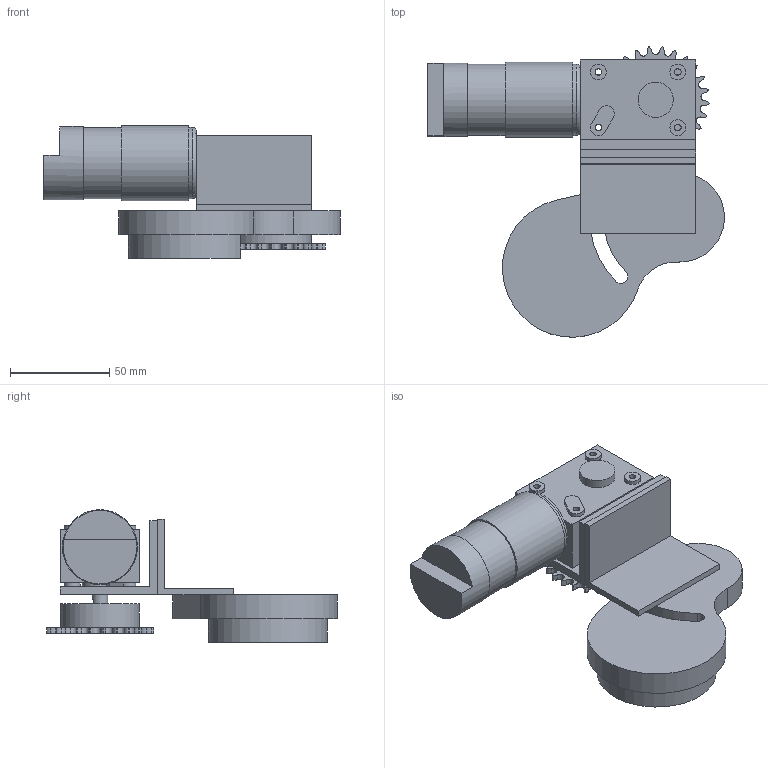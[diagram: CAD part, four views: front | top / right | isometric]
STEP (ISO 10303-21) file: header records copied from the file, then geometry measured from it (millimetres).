
FILE_DESCRIPTION(/* description */ (''),/* implementation_level */ '2;1');
FILE_NAME(/* name */ '1d5bc274-6b34-4efc-b1e2-226153f0747d.stp',/* time_stamp */ '2017-12-01T23:24:19+00:00',/* author */ (''),/* organization */ (''),/* preprocessor_version */ 'ST-DEVELOPER v16.13',/* originating_system */ 'Autodesk Translation Framework v6.5.0.72',/* authorisation */ '');
FILE_SCHEMA (('AUTOMOTIVE_DESIGN { 1 0 10303 214 3 1 1 }'));
Length unit declared in the file: millimetre
Products named in the file (7): Chain Guide Assembly v2; ET-WGM58A-E_WormDriveMotor v1; ET-WGM58A-E_Bracket v2; 1/4" 25T Sprocket v1; Tensioner Mount Bracket; Tensioner Mount Plate; Tensioner
Assembly tree (6 placements, depth 2):
  Chain Guide Assembly v2
    ET-WGM58A-E_WormDriveMotor v1
    ET-WGM58A-E_Bracket v2
    1/4" 25T Sprocket v1
    Tensioner Mount Bracket
    Tensioner Mount Plate
    Tensioner
Bounding box: 149.47 x 146.39 x 66.9 mm (x, y, z)
Volume: 286986 mm3; surface area: 70498.3 mm2
Topology: 6 solids, 6 shells, 206 faces, 555 edges, 376 vertices
Faces by surface type: cylinder 120, plane 85, torus 1
Full cylindrical faces by diameter (mm): 3.3 x4, 4.5 x4, 7 x1, 8 x8, 17.7 x2, 36 x2, 37 x1, 37.8 x1, 39.75 x1
Entity records: 6904 total; most frequent: DIRECTION 1262, CARTESIAN_POINT 1150, ORIENTED_EDGE 1110, EDGE_CURVE 555, AXIS2_PLACEMENT_3D 488, VERTEX_POINT 376, LINE 286, VECTOR 286
